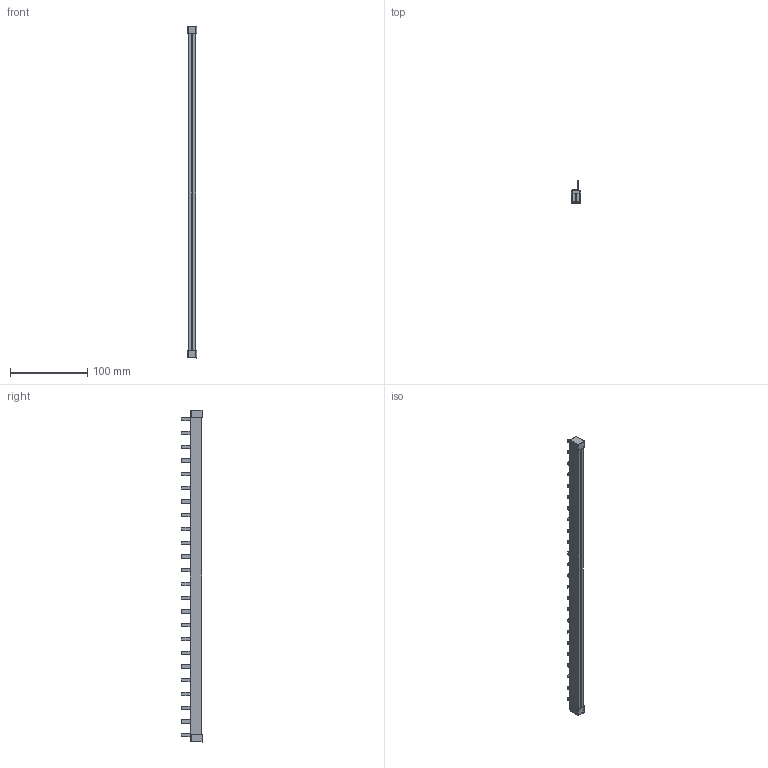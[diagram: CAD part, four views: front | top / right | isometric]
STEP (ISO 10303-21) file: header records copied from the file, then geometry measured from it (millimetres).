
FILE_DESCRIPTION (( 'STEP AP203' ), '1' );
FILE_NAME ('2 Fazlý Müþterek W Otomat Barasý - 12 Modül - 3023.STEP', '2020-08-17T06:23:31', ( '' ), ( '' ), 'SwSTEP 2.0', 'SolidWorks 2011', '' );
FILE_SCHEMA (( 'CONFIG_CONTROL_DESIGN' ));
Length unit declared in the file: millimetre
Products named in the file (1): 2 Fazlý Müþterek W Otomat Barasý - 12 Modül - 3023
Bounding box: 11.8 x 27.9 x 429 mm (x, y, z)
Volume: 46475.8 mm3; surface area: 44700.5 mm2
Topology: 1 solids, 2 shells, 1222 faces, 3556 edges, 2364 vertices
Faces by surface type: plane 994, cylinder 172, bspline 56
Entity records: 41065 total; most frequent: CARTESIAN_POINT 9178, ORIENTED_EDGE 7112, DIRECTION 5853, EDGE_CURVE 3556, VECTOR 3023, LINE 3023, VERTEX_POINT 2364, AXIS2_PLACEMENT_3D 1415
